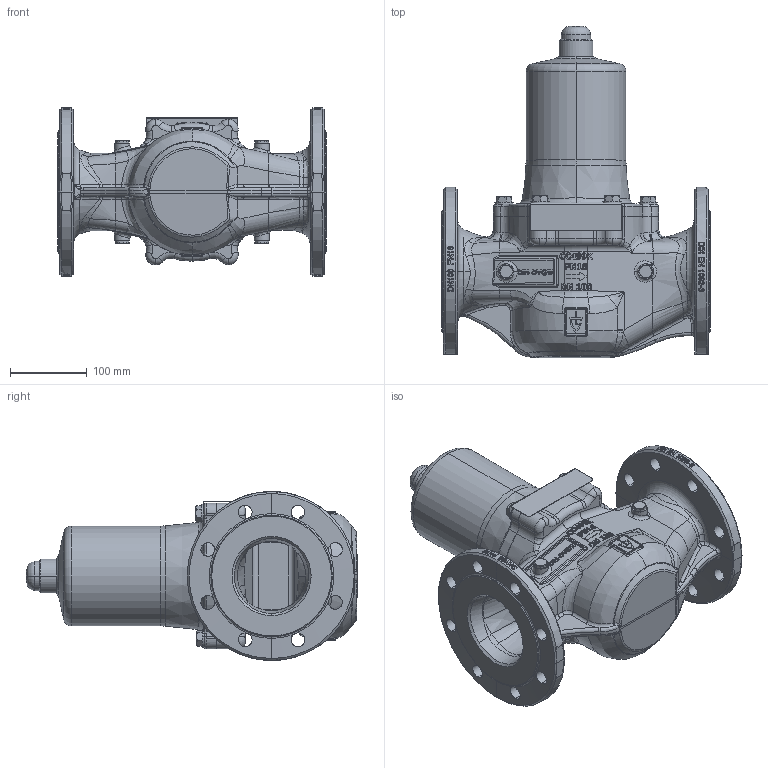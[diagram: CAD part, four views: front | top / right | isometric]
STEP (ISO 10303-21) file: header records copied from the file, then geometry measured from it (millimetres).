
FILE_DESCRIPTION (( 'STEP AP214' ), '1' );
FILE_NAME ('682 SP 100 PN16 Dummy.STEP', '2016-02-02T10:48:57', ( '' ), ( '' ), 'SwSTEP 2.0', 'SolidWorks 2014', '' );
FILE_SCHEMA (( 'AUTOMOTIVE_DESIGN' ));
Length unit declared in the file: millimetre
Products named in the file (1): 682 SP 100 PN16 Dummy
Bounding box: 350 x 431.38 x 220 mm (x, y, z)
Volume: 3642135.6 mm3; surface area: 774724.9 mm2
Topology: 22 solids, 22 shells, 2572 faces, 6631 edges, 4178 vertices
Faces by surface type: bspline 971, plane 769, cylinder 523, cone 154, torus 127, sphere 28
Entity records: 169337 total; most frequent: CARTESIAN_POINT 85526, ORIENTED_EDGE 13174, DIRECTION 8950, EDGE_CURVE 6587, VERTEX_POINT 4178, AXIS2_PLACEMENT_3D 3206, EDGE_LOOP 2767, UNCERTAINTY_MEASURE_WITH_UNIT 2596
